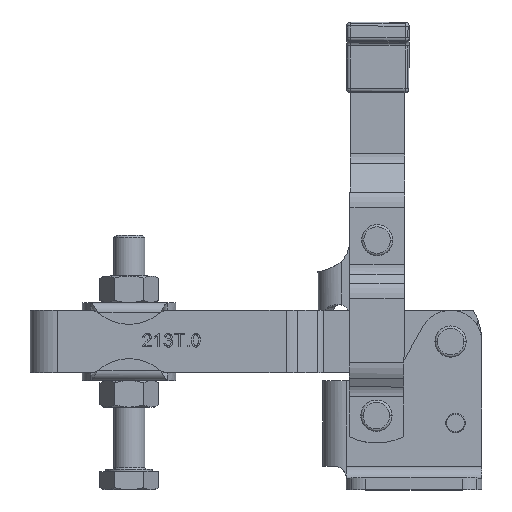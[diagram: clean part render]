
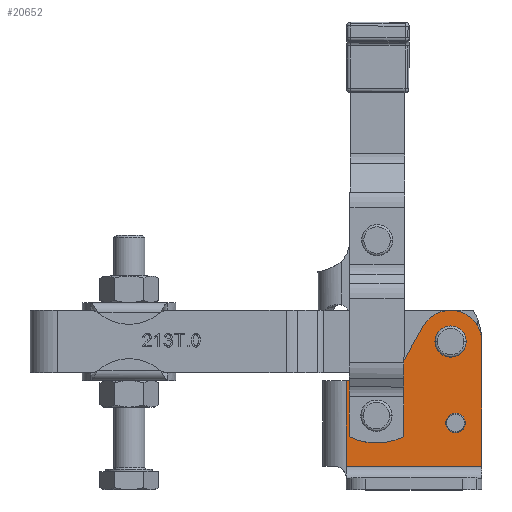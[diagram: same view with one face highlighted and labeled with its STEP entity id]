
A CAD part, top view. The second image highlights one B-rep face of the part: STEP entity #20652.
In plain terms, the highlighted planar face has unit normal (0, 0, 1).
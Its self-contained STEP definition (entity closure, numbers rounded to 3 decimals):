
#2022=CARTESIAN_POINT('',(21.615,-23.182,-0.422));
#2023=VERTEX_POINT('',#2022);
#2032=CARTESIAN_POINT('',(26.615,-23.182,-0.422));
#2033=VERTEX_POINT('',#2032);
#2034=CARTESIAN_POINT('',(24.115,-23.182,-0.422));
#2035=DIRECTION('',(0.0,0.0,-1.0));
#2036=DIRECTION('',(1.0,0.0,0.0));
#2037=AXIS2_PLACEMENT_3D('',#2034,#2035,#2036);
#2038=CIRCLE('',#2037,2.5);
#2039=EDGE_CURVE('',#2033,#2023,#2038,.T.);
#3908=CARTESIAN_POINT('',(22.85,1.707,-0.422));
#3909=VERTEX_POINT('',#3908);
#3926=CARTESIAN_POINT('',(22.85,-6.293,-0.422));
#3927=VERTEX_POINT('',#3926);
#3934=CARTESIAN_POINT('',(22.85,-2.293,-0.422));
#3935=DIRECTION('',(0.0,0.0,-1.0));
#3936=DIRECTION('',(0.0,1.0,0.0));
#3937=AXIS2_PLACEMENT_3D('',#3934,#3935,#3936);
#3938=CIRCLE('',#3937,4.);
#3939=EDGE_CURVE('',#3909,#3927,#3938,.T.);
#5701=CARTESIAN_POINT('',(7.065,-10.953,-0.422));
#5702=VERTEX_POINT('',#5701);
#5711=CARTESIAN_POINT('',(10.725,-7.293,-0.422));
#5712=VERTEX_POINT('',#5711);
#5713=CARTESIAN_POINT('',(2.065,-2.293,-0.422));
#5714=DIRECTION('',(0.0,0.0,1.));
#5715=DIRECTION('',(0.5,-0.866,0.0));
#5716=AXIS2_PLACEMENT_3D('',#5713,#5714,#5715);
#5717=CIRCLE('',#5716,10.);
#5718=EDGE_CURVE('',#5702,#5712,#5717,.T.);
#13610=CARTESIAN_POINT('',(30.85,-2.293,-0.422));
#13611=VERTEX_POINT('',#13610);
#13618=CARTESIAN_POINT('',(30.85,-34.293,-0.422));
#13619=VERTEX_POINT('',#13618);
#13620=CARTESIAN_POINT('',(30.85,-2.293,-0.422));
#13621=DIRECTION('',(0.0,-1.0,0.0));
#13622=VECTOR('',#13621,32.);
#13623=LINE('',#13620,#13622);
#13624=EDGE_CURVE('',#13611,#13619,#13623,.T.);
#13755=CARTESIAN_POINT('',(15.922,1.707,-0.422));
#13756=VERTEX_POINT('',#13755);
#13765=CARTESIAN_POINT('',(22.85,-2.293,-0.422));
#13766=DIRECTION('',(0.0,0.0,1.0));
#13767=DIRECTION('',(-1.0,0.0,0.0));
#13768=AXIS2_PLACEMENT_3D('',#13765,#13766,#13767);
#13769=CIRCLE('',#13768,8.0);
#13770=EDGE_CURVE('',#13611,#13756,#13769,.T.);
#13902=CARTESIAN_POINT('',(-3.9,-34.293,-0.422));
#13903=VERTEX_POINT('',#13902);
#13910=CARTESIAN_POINT('',(-3.9,-12.293,-0.422));
#13911=VERTEX_POINT('',#13910);
#13912=CARTESIAN_POINT('',(-3.9,-12.293,-0.422));
#13913=DIRECTION('',(0.0,-1.0,0.0));
#13914=VECTOR('',#13913,22.0);
#13915=LINE('',#13912,#13914);
#13916=EDGE_CURVE('',#13911,#13903,#13915,.T.);
#15158=CARTESIAN_POINT('',(-3.9,-34.293,-0.422));
#15159=DIRECTION('',(1.0,0.0,0.0));
#15160=VECTOR('',#15159,34.75);
#15161=LINE('',#15158,#15160);
#15162=EDGE_CURVE('',#13903,#13619,#15161,.T.);
#15736=CARTESIAN_POINT('',(15.922,1.707,-0.422));
#15737=DIRECTION('',(-0.5,-0.866,0.0));
#15738=VECTOR('',#15737,10.392);
#15739=LINE('',#15736,#15738);
#15740=EDGE_CURVE('',#13756,#5712,#15739,.T.);
#15854=CARTESIAN_POINT('',(2.065,-12.293,-0.422));
#15855=VERTEX_POINT('',#15854);
#15882=CARTESIAN_POINT('',(2.065,-12.293,-0.422));
#15883=DIRECTION('',(-1.0,0.0,0.0));
#15884=VECTOR('',#15883,5.965);
#15885=LINE('',#15882,#15884);
#15886=EDGE_CURVE('',#15855,#13911,#15885,.T.);
#15899=CARTESIAN_POINT('',(2.065,-2.293,-0.422));
#15900=DIRECTION('',(0.0,0.0,1.));
#15901=DIRECTION('',(0.5,-0.866,0.0));
#15902=AXIS2_PLACEMENT_3D('',#15899,#15900,#15901);
#15903=CIRCLE('',#15902,10.);
#15904=EDGE_CURVE('',#15855,#5702,#15903,.T.);
#19321=CARTESIAN_POINT('',(10.829,-26.707,-0.422));
#19322=VERTEX_POINT('',#19321);
#19329=CARTESIAN_POINT('',(10.868,-16.463,-0.422));
#19330=VERTEX_POINT('',#19329);
#19331=CARTESIAN_POINT('',(10.868,-16.463,-0.422));
#19332=DIRECTION('',(-0.004,-1.,0.));
#19333=VECTOR('',#19332,10.244);
#19334=LINE('',#19331,#19333);
#19335=EDGE_CURVE('',#19330,#19322,#19334,.T.);
#20591=CARTESIAN_POINT('',(10.48,-15.793,-0.422));
#20592=DIRECTION('',(0.0,0.0,1.0));
#20593=DIRECTION('',(1.0,0.0,0.0));
#20594=AXIS2_PLACEMENT_3D('',#20591,#20592,#20593);
#20595=PLANE('',#20594);
#20596=ORIENTED_EDGE('',*,*,#15162,.T.);
#20597=ORIENTED_EDGE('',*,*,#13624,.F.);
#20598=ORIENTED_EDGE('',*,*,#13770,.T.);
#20599=ORIENTED_EDGE('',*,*,#15740,.T.);
#20600=ORIENTED_EDGE('',*,*,#5718,.F.);
#20601=ORIENTED_EDGE('',*,*,#15904,.F.);
#20602=ORIENTED_EDGE('',*,*,#15886,.T.);
#20603=ORIENTED_EDGE('',*,*,#13916,.T.);
#20604=EDGE_LOOP('',(#20596,#20597,#20598,#20599,#20600,#20601,#20602,#20603));
#20605=FACE_OUTER_BOUND('',#20604,.T.);
#20606=ORIENTED_EDGE('',*,*,#3939,.T.);
#20607=CARTESIAN_POINT('',(22.85,-2.293,-0.422));
#20608=DIRECTION('',(0.0,0.0,-1.0));
#20609=DIRECTION('',(0.0,1.0,0.0));
#20610=AXIS2_PLACEMENT_3D('',#20607,#20608,#20609);
#20611=CIRCLE('',#20610,4.);
#20612=EDGE_CURVE('',#3927,#3909,#20611,.T.);
#20613=ORIENTED_EDGE('',*,*,#20612,.T.);
#20614=EDGE_LOOP('',(#20606,#20613));
#20615=FACE_BOUND('',#20614,.T.);
#20616=ORIENTED_EDGE('',*,*,#2039,.T.);
#20617=CARTESIAN_POINT('',(24.115,-23.182,-0.422));
#20618=DIRECTION('',(0.0,0.0,-1.0));
#20619=DIRECTION('',(1.0,0.0,0.0));
#20620=AXIS2_PLACEMENT_3D('',#20617,#20618,#20619);
#20621=CIRCLE('',#20620,2.5);
#20622=EDGE_CURVE('',#2023,#2033,#20621,.T.);
#20623=ORIENTED_EDGE('',*,*,#20622,.T.);
#20624=EDGE_LOOP('',(#20616,#20623));
#20625=FACE_BOUND('',#20624,.T.);
#20626=CARTESIAN_POINT('',(-3.132,-16.41,-0.422));
#20627=VERTEX_POINT('',#20626);
#20628=CARTESIAN_POINT('',(10.868,-16.463,-0.422));
#20629=DIRECTION('',(-1.,0.004,0.0));
#20630=VECTOR('',#20629,14.);
#20631=LINE('',#20628,#20630);
#20632=EDGE_CURVE('',#19330,#20627,#20631,.T.);
#20633=ORIENTED_EDGE('',*,*,#20632,.F.);
#20634=ORIENTED_EDGE('',*,*,#19335,.T.);
#20635=CARTESIAN_POINT('',(-3.171,-26.654,-0.422));
#20636=VERTEX_POINT('',#20635);
#20637=CARTESIAN_POINT('',(3.884,-12.293,-0.422));
#20638=DIRECTION('',(0.,0.,-1.));
#20639=DIRECTION('',(-0.441,-0.898,0.));
#20640=AXIS2_PLACEMENT_3D('',#20637,#20638,#20639);
#20641=CIRCLE('',#20640,16.0);
#20642=EDGE_CURVE('',#19322,#20636,#20641,.T.);
#20643=ORIENTED_EDGE('',*,*,#20642,.T.);
#20644=CARTESIAN_POINT('',(-3.171,-26.654,-0.422));
#20645=DIRECTION('',(0.004,1.,0.));
#20646=VECTOR('',#20645,10.244);
#20647=LINE('',#20644,#20646);
#20648=EDGE_CURVE('',#20636,#20627,#20647,.T.);
#20649=ORIENTED_EDGE('',*,*,#20648,.T.);
#20650=EDGE_LOOP('',(#20633,#20634,#20643,#20649));
#20651=FACE_BOUND('',#20650,.T.);
#20652=ADVANCED_FACE('',(#20605,#20615,#20625,#20651),#20595,.T.);
